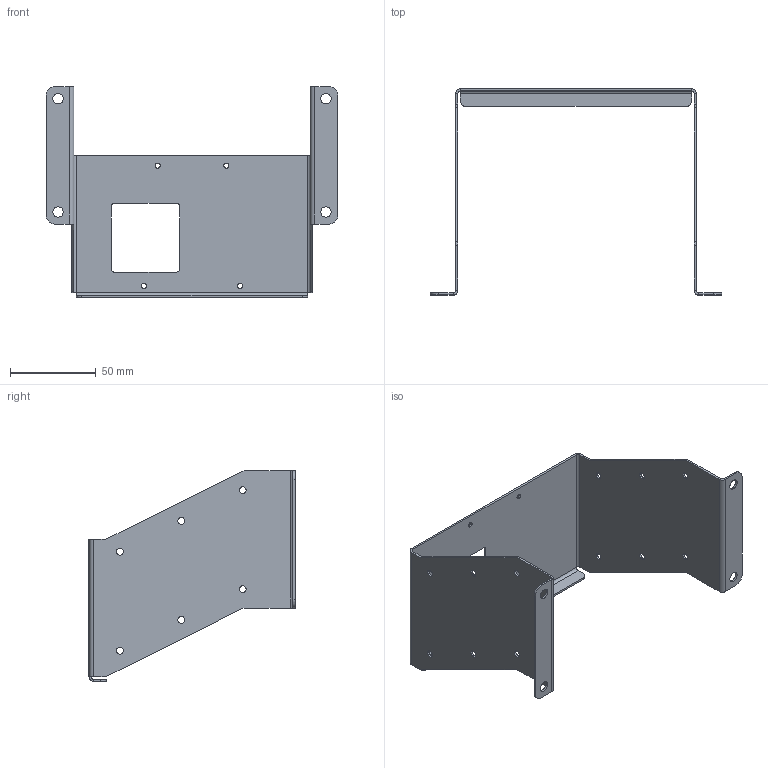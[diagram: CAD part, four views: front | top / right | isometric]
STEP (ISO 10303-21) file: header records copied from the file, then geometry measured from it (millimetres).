
FILE_DESCRIPTION (( 'STEP AP203' ), '1' );
FILE_NAME ('MMP.07.00.00.001 Lidar support.STEP', '2023-02-14T10:57:14', ( '' ), ( '' ), 'SwSTEP 2.0', 'SolidWorks 2017', '' );
FILE_SCHEMA (( 'CONFIG_CONTROL_DESIGN' ));
Length unit declared in the file: millimetre
Products named in the file (1): MMP.07.00.00.001 Lidar support
Bounding box: 170 x 120 x 122.7 mm (x, y, z)
Volume: 38194 mm3; surface area: 65381.2 mm2
Topology: 1 solids, 1 shells, 116 faces, 302 edges, 188 vertices
Faces by surface type: cylinder 68, plane 48
Entity records: 3723 total; most frequent: DIRECTION 672, CARTESIAN_POINT 607, ORIENTED_EDGE 604, EDGE_CURVE 302, AXIS2_PLACEMENT_3D 253, VERTEX_POINT 188, VECTOR 166, LINE 166
